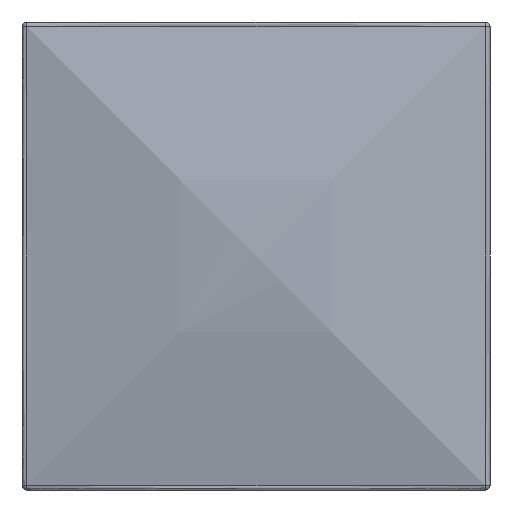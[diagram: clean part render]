
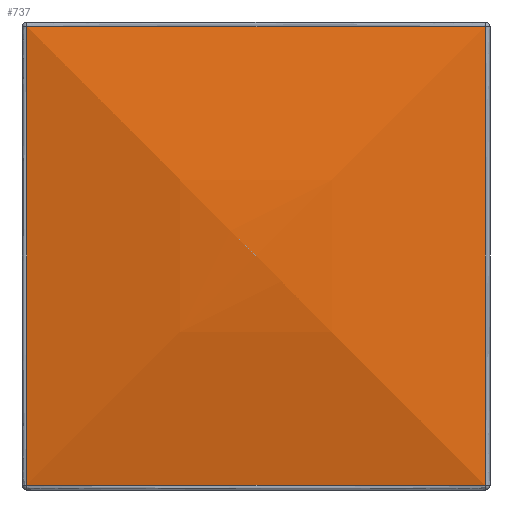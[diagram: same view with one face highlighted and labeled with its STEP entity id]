
A CAD part, left-side view. The second image highlights one B-rep face of the part: STEP entity #737.
In plain terms, the highlighted free-form (B-spline) face has degree [3, 3] with [4, 4] control points.
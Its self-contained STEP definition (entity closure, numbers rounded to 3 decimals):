
#8 = CARTESIAN_POINT ( 'NONE',  ( -1.003, 0.628, 0.517 ) ) ;
#19 = B_SPLINE_CURVE_WITH_KNOTS ( 'NONE', 3,
 ( #648, #473, #1171, #326, #292, #975, #2059, #2217, #655, #2047, #302, #485, #1883 ),
 .UNSPECIFIED., .F., .F.,
 ( 4, 3, 3, 3, 4 ),
 ( 0., 0., 0.001, 0.001, 0.001 ),
 .UNSPECIFIED. ) ;
#70 = VERTEX_POINT ( 'NONE', #169 ) ;
#76 = ORIENTED_EDGE ( 'NONE', *, *, #1257, .T. ) ;
#102 = CARTESIAN_POINT ( 'NONE',  ( -1., 0.637, 0.413 ) ) ;
#103 = CARTESIAN_POINT ( 'NONE',  ( -1., 0.625, 0. ) ) ;
#142 = CARTESIAN_POINT ( 'NONE',  ( -1., 0.637, 0.838 ) ) ;
#147 = CARTESIAN_POINT ( 'NONE',  ( -1.002, 0.627, 0.201 ) ) ;
#152 = CARTESIAN_POINT ( 'NONE',  ( -1., 0.637, 1.262 ) ) ;
#166 = CARTESIAN_POINT ( 'NONE',  ( -1.002, 0.628, 0.302 ) ) ;
#169 = CARTESIAN_POINT ( 'NONE',  ( -1., -0.625, 0. ) ) ;
#190 = CARTESIAN_POINT ( 'NONE',  ( -1.001, 0.626, 1.206 ) ) ;
#228 = B_SPLINE_SURFACE_WITH_KNOTS ( 'NONE', 3, 3, ( 
 ( #1307, #1765, #1688, #1868 ),
 ( #102, #791, #1010, #1482 ),
 ( #142, #984, #1351, #312 ),
 ( #152, #1849, #499, #1332 ) ),
 .UNSPECIFIED., .F., .F., .F.,
 ( 4, 4 ),
 ( 4, 4 ),
 ( 0., 1. ),
 ( 0., 1. ),
 .UNSPECIFIED. ) ;
#292 = CARTESIAN_POINT ( 'NONE',  ( -1.002, 0.372, -0.003 ) ) ;
#297 = CARTESIAN_POINT ( 'NONE',  ( -1.001, -0.581, 1.251 ) ) ;
#302 = CARTESIAN_POINT ( 'NONE',  ( -1.002, -0.424, -0.002 ) ) ;
#307 = CARTESIAN_POINT ( 'NONE',  ( -1.002, 0.216, 1.253 ) ) ;
#312 = CARTESIAN_POINT ( 'NONE',  ( -1., -0.637, 0.838 ) ) ;
#317 = EDGE_CURVE ( 'NONE', #1989, #1416, #1293, .T. ) ;
#326 = CARTESIAN_POINT ( 'NONE',  ( -1.001, 0.558, -0.001 ) ) ;
#412 = EDGE_LOOP ( 'NONE', ( #76, #740, #1144, #1676 ) ) ;
#425 = CARTESIAN_POINT ( 'NONE',  ( -1.001, -0.558, 1.251 ) ) ;
#451 = CARTESIAN_POINT ( 'NONE',  ( -1.003, -0.628, 0.625 ) ) ;
#473 = CARTESIAN_POINT ( 'NONE',  ( -1., 0.603, 0. ) ) ;
#485 = CARTESIAN_POINT ( 'NONE',  ( -1.001, -0.525, -0.001 ) ) ;
#499 = CARTESIAN_POINT ( 'NONE',  ( -1., -0.212, 1.263 ) ) ;
#618 = CARTESIAN_POINT ( 'NONE',  ( -1., 0.625, 1.25 ) ) ;
#621 = CARTESIAN_POINT ( 'NONE',  ( -1.001, -0.626, 0.044 ) ) ;
#648 = CARTESIAN_POINT ( 'NONE',  ( -1., 0.625, 0. ) ) ;
#655 = CARTESIAN_POINT ( 'NONE',  ( -1.002, -0.216, -0.003 ) ) ;
#660 = CARTESIAN_POINT ( 'NONE',  ( -1.002, 0.628, 0.409 ) ) ;
#737 = ADVANCED_FACE ( 'NONE', ( #1071 ), #228, .F. ) ;
#740 = ORIENTED_EDGE ( 'NONE', *, *, #776, .T. ) ;
#766 = EDGE_CURVE ( 'NONE', #70, #1989, #1374, .T. ) ;
#776 = EDGE_CURVE ( 'NONE', #2241, #70, #19, .T. ) ;
#791 = CARTESIAN_POINT ( 'NONE',  ( -1.16, 0.212, 0.412 ) ) ;
#804 = CARTESIAN_POINT ( 'NONE',  ( -1., -0.625, 1.25 ) ) ;
#827 = CARTESIAN_POINT ( 'NONE',  ( -1.003, -0.628, 0.439 ) ) ;
#956 = CARTESIAN_POINT ( 'NONE',  ( -1.003, 0., 1.253 ) ) ;
#975 = CARTESIAN_POINT ( 'NONE',  ( -1.003, 0.186, -0.003 ) ) ;
#979 = CARTESIAN_POINT ( 'NONE',  ( -1.003, 0.108, 1.253 ) ) ;
#984 = CARTESIAN_POINT ( 'NONE',  ( -1.16, 0.212, 0.838 ) ) ;
#1010 = CARTESIAN_POINT ( 'NONE',  ( -1.16, -0.213, 0.412 ) ) ;
#1014 = CARTESIAN_POINT ( 'NONE',  ( -1.001, 0.626, 0.1 ) ) ;
#1036 = CARTESIAN_POINT ( 'NONE',  ( -1.002, 0.628, 0.997 ) ) ;
#1071 = FACE_OUTER_BOUND ( 'NONE', #412, .T. ) ;
#1130 = CARTESIAN_POINT ( 'NONE',  ( -1.003, -0.186, 1.253 ) ) ;
#1144 = ORIENTED_EDGE ( 'NONE', *, *, #766, .T. ) ;
#1150 = CARTESIAN_POINT ( 'NONE',  ( -1.002, -0.628, 0.253 ) ) ;
#1171 = CARTESIAN_POINT ( 'NONE',  ( -1.001, 0.581, -0.001 ) ) ;
#1182 = CARTESIAN_POINT ( 'NONE',  ( -1., -0.625, 0.022 ) ) ;
#1257 = EDGE_CURVE ( 'NONE', #1416, #2241, #2159, .T. ) ;
#1293 = B_SPLINE_CURVE_WITH_KNOTS ( 'NONE', 3,
 ( #1822, #2177, #297, #425, #2189, #1130, #956, #979, #307, #1996, #1853, #1458, #1323 ),
 .UNSPECIFIED., .F., .F.,
 ( 4, 3, 3, 3, 4 ),
 ( 0., 0., 0.001, 0.001, 0.001 ),
 .UNSPECIFIED. ) ;
#1307 = CARTESIAN_POINT ( 'NONE',  ( -1., 0.637, -0.012 ) ) ;
#1318 = CARTESIAN_POINT ( 'NONE',  ( -1.003, -0.628, 0.733 ) ) ;
#1323 = CARTESIAN_POINT ( 'NONE',  ( -1., 0.625, 1.25 ) ) ;
#1332 = CARTESIAN_POINT ( 'NONE',  ( -1., -0.637, 1.262 ) ) ;
#1344 = CARTESIAN_POINT ( 'NONE',  ( -1., -0.625, 0. ) ) ;
#1351 = CARTESIAN_POINT ( 'NONE',  ( -1.16, -0.213, 0.838 ) ) ;
#1374 = B_SPLINE_CURVE_WITH_KNOTS ( 'NONE', 3,
 ( #1344, #1182, #621, #1857, #1150, #827, #451, #1318, #2209, #2012, #1518, #2193, #2039 ),
 .UNSPECIFIED., .F., .F.,
 ( 4, 3, 3, 3, 4 ),
 ( 0., 0., 0.001, 0.001, 0.001 ),
 .UNSPECIFIED. ) ;
#1416 = VERTEX_POINT ( 'NONE', #1775 ) ;
#1458 = CARTESIAN_POINT ( 'NONE',  ( -1.001, 0.525, 1.251 ) ) ;
#1482 = CARTESIAN_POINT ( 'NONE',  ( -1., -0.637, 0.412 ) ) ;
#1518 = CARTESIAN_POINT ( 'NONE',  ( -1.002, -0.627, 1.049 ) ) ;
#1676 = ORIENTED_EDGE ( 'NONE', *, *, #317, .T. ) ;
#1688 = CARTESIAN_POINT ( 'NONE',  ( -1., -0.212, -0.012 ) ) ;
#1715 = CARTESIAN_POINT ( 'NONE',  ( -1.003, 0.628, 0.625 ) ) ;
#1765 = CARTESIAN_POINT ( 'NONE',  ( -1., 0.212, -0.012 ) ) ;
#1775 = CARTESIAN_POINT ( 'NONE',  ( -1., 0.625, 1.25 ) ) ;
#1822 = CARTESIAN_POINT ( 'NONE',  ( -1., -0.625, 1.25 ) ) ;
#1849 = CARTESIAN_POINT ( 'NONE',  ( -1., 0.212, 1.262 ) ) ;
#1853 = CARTESIAN_POINT ( 'NONE',  ( -1.002, 0.424, 1.252 ) ) ;
#1857 = CARTESIAN_POINT ( 'NONE',  ( -1.001, -0.626, 0.067 ) ) ;
#1868 = CARTESIAN_POINT ( 'NONE',  ( -1., -0.637, -0.013 ) ) ;
#1883 = CARTESIAN_POINT ( 'NONE',  ( -1., -0.625, 0. ) ) ;
#1989 = VERTEX_POINT ( 'NONE', #804 ) ;
#1996 = CARTESIAN_POINT ( 'NONE',  ( -1.002, 0.323, 1.253 ) ) ;
#2012 = CARTESIAN_POINT ( 'NONE',  ( -1.002, -0.628, 0.948 ) ) ;
#2039 = CARTESIAN_POINT ( 'NONE',  ( -1., -0.625, 1.25 ) ) ;
#2047 = CARTESIAN_POINT ( 'NONE',  ( -1.002, -0.323, -0.003 ) ) ;
#2054 = CARTESIAN_POINT ( 'NONE',  ( -1., 0.625, 0. ) ) ;
#2059 = CARTESIAN_POINT ( 'NONE',  ( -1.003, 0., -0.003 ) ) ;
#2067 = CARTESIAN_POINT ( 'NONE',  ( -1.003, 0.628, 0.811 ) ) ;
#2159 = B_SPLINE_CURVE_WITH_KNOTS ( 'NONE', 3,
 ( #618, #2222, #190, #2236, #1036, #2067, #1715, #8, #660, #166, #147, #1014, #2054 ),
 .UNSPECIFIED., .F., .F.,
 ( 4, 3, 3, 3, 4 ),
 ( 0., 0., 0.001, 0.001, 0.001 ),
 .UNSPECIFIED. ) ;
#2177 = CARTESIAN_POINT ( 'NONE',  ( -1., -0.603, 1.25 ) ) ;
#2189 = CARTESIAN_POINT ( 'NONE',  ( -1.002, -0.372, 1.253 ) ) ;
#2193 = CARTESIAN_POINT ( 'NONE',  ( -1.001, -0.626, 1.15 ) ) ;
#2209 = CARTESIAN_POINT ( 'NONE',  ( -1.002, -0.628, 0.841 ) ) ;
#2217 = CARTESIAN_POINT ( 'NONE',  ( -1.003, -0.108, -0.003 ) ) ;
#2222 = CARTESIAN_POINT ( 'NONE',  ( -1., 0.625, 1.228 ) ) ;
#2236 = CARTESIAN_POINT ( 'NONE',  ( -1.001, 0.626, 1.183 ) ) ;
#2241 = VERTEX_POINT ( 'NONE', #103 ) ;
